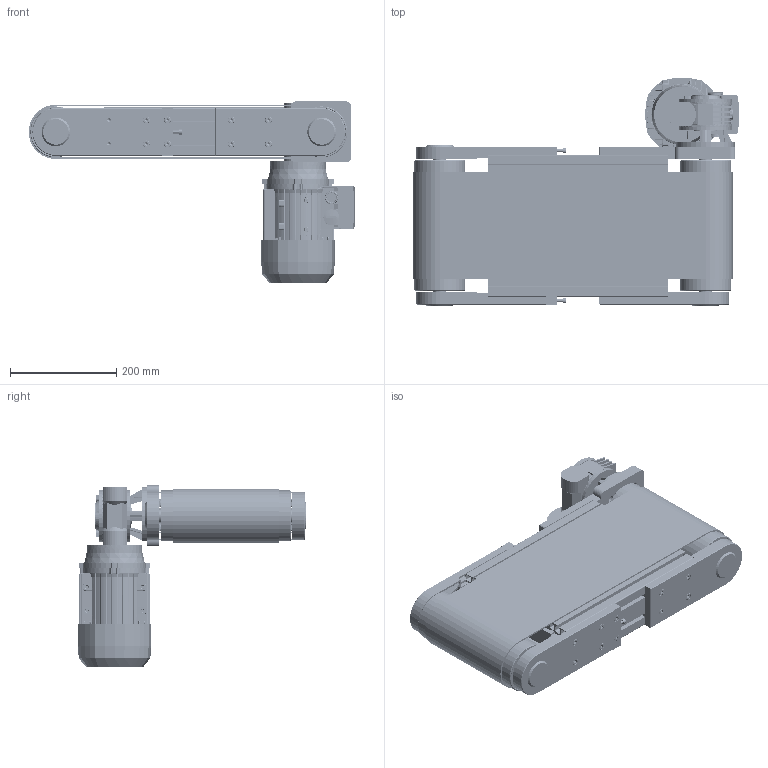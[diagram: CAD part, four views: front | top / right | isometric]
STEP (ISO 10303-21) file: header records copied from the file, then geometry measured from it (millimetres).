
FILE_DESCRIPTION((''),'2;1');
FILE_NAME('919001.stp','2014-01-26T14:02:36',('Honza'),(''),'Autodesk Inventor 2011','Autodesk Inventor 2011','');
FILE_SCHEMA(('AUTOMOTIVE_DESIGN { 1 0 10303 214 1 1 1 1 }'));
Length unit declared in the file: millimetre
Products named in the file (18): 919001; 200820-1; 210800; 909001; 909002; 909011; 909095; Trubka_d96_001; 96-čep I; 909096; 96-čep II-NOVY; 919001_pas_001; 919001_104590L_001; 919001_104590L_002; 919001_plech_001; MVF44F1P71B14; VF44F1P71B14B3; BN71B14
Assembly tree (55 placements, depth 3):
  919001
    200820-1  x16
    210800  x16
    909001  x3
    909002
    909011  x2
    909095
      Trubka_d96_001
      96-čep I  x2
    909096
      Trubka_d96_001
      96-čep II-NOVY
      96-čep I
    919001_pas_001
    919001_104590L_001  x2
    919001_104590L_002  x2
    919001_plech_001
    MVF44F1P71B14
      VF44F1P71B14B3
      BN71B14
Bounding box: 614.17 x 429.9 x 341 mm (x, y, z)
Volume: 8317163.5 mm3; surface area: 2891797.6 mm2
Topology: 81 solids, 93 shells, 6337 faces, 15245 edges, 9167 vertices
Faces by surface type: cylinder 2312, plane 2015, torus 1048, bspline 407, cone 331, sphere 224
Full cylindrical faces by diameter (mm): 2.7 x4, 3.7 x5, 4.2 x1, 5 x4, 5.188 x4, 5.3 x5, 6 x2, 6.647 x22, 7 x4, 8 x20, 8.4 x20, 8.5 x4, 9 x4, 10 x2, 13 x20, 13.5 x24, 13.6 x1, 14 x1, 15 x1, 18 x1, 20 x12, 21 x1, 23.782 x2, 25 x7, 28.64 x2, 28.802 x9, 29.2 x3, 30 x4, 37 x1, 38.36 x2
Entity records: 121782 total; most frequent: CARTESIAN_POINT 35024, DIRECTION 18353, ORIENTED_EDGE 17332, EDGE_CURVE 8674, AXIS2_PLACEMENT_3D 7378, VERTEX_POINT 5398, EDGE_LOOP 4208, FACE_OUTER_BOUND 3713
